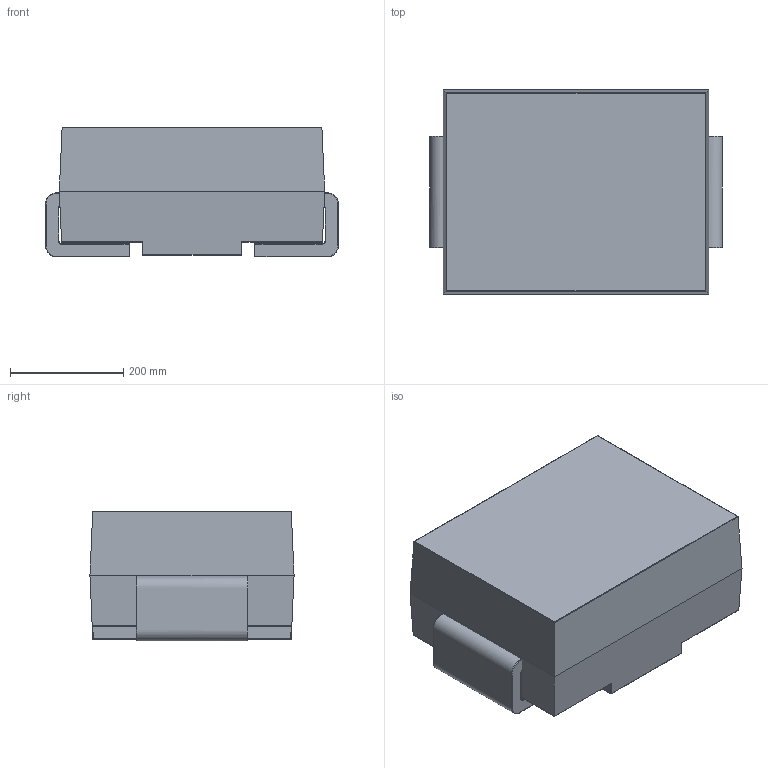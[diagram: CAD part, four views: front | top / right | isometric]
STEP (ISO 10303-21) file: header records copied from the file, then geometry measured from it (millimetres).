
FILE_DESCRIPTION(/* description */ (''),/* implementation_level */ '2;1');
FILE_NAME(/* name */ 'SMB',/* time_stamp */ '2019-10-29T10:09:33+08:00',/* author */ (''),/* organization */ (''),/* preprocessor_version */ 'ST-DEVELOPER v10',/* originating_system */ '',/* authorisation */ '');
FILE_SCHEMA (('CONFIG_CONTROL_DESIGN'));
Length unit declared in the file: centimetre
Products named in the file (1): 1
Bounding box: 516.45 x 360 x 229.2 mm (x, y, z)
Volume: 37225796.8 mm3; surface area: 1261757.6 mm2
Topology: 4 solids, 4 shells, 96 faces, 190 edges, 102 vertices
Faces by surface type: bspline 96
Entity records: 3623 total; most frequent: CARTESIAN_POINT 2515, ORIENTED_EDGE 376, EDGE_CURVE 188, VERTEX_POINT 100, ADVANCED_FACE 96, FACE_OUTER_BOUND 96, EDGE_LOOP 96, B_SPLINE_CURVE_WITH_KNOTS 34
